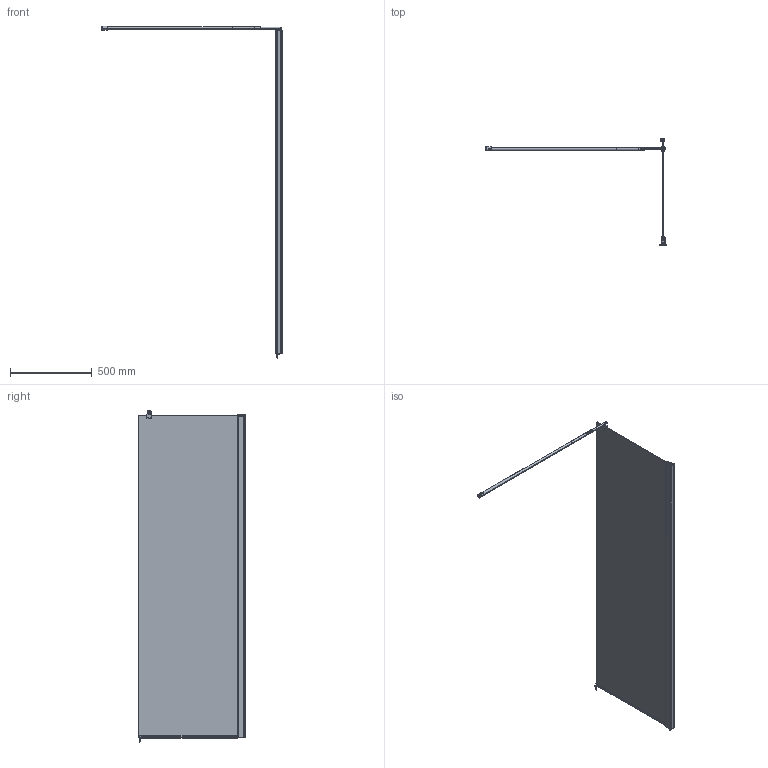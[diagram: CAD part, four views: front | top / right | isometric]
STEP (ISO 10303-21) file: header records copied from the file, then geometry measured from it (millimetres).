
FILE_DESCRIPTION((''),'2;1');
FILE_NAME('AE5A07001401_ASM','2021-08-18T10:05:02',('Administrator'),(''),'CREO PARAMETRIC BY PTC INC, 2020281','CREO PARAMETRIC BY PTC INC, 2020281','');
FILE_SCHEMA(('CONFIG_CONTROL_DESIGN'));
Length unit declared in the file: millimetre
Products named in the file (22): 3200711980D1; 3203251976D1; 0401113; AE5A0700140101_ASM; 2906014144; 0200160600_AF0; 1441001-1; 1441001-2; 1441001-3; 1441001-4; 1440001-5; 1441001-6; 1801023; 1441001-8; 1441001-9; 1441002_ASM; 0312-45-1_031; 0312-D-1-45_031; ST4X30-45_031; 2202094-1; 0312-031_ASM; AE5A07001401_ASM
Assembly tree (26 placements, depth 3):
  AE5A07001401_ASM
    AE5A0700140101_ASM
      3200711980D1
      3203251976D1
      0401113
    2906014144
    0200160600_AF0
    1441002_ASM
      1441001-1
      1441001-2
      1441001-3
      1441001-4
      1440001-5
      1441001-6
      1801023
      1441001-8
      1441001-9  x6
    0312-031_ASM
      0312-45-1_031
      0312-D-1-45_031
      ST4X30-45_031
      2202094-1
Bounding box: 1107.65 x 658 x 2034 mm (x, y, z)
Volume: 8175455.7 mm3; surface area: 3909237.8 mm2
Topology: 23 solids, 23 shells, 721 faces, 1837 edges, 1173 vertices
Faces by surface type: cylinder 334, plane 267, bspline 94, cone 12, torus 8, sphere 6
Entity records: 24630 total; most frequent: CARTESIAN_POINT 12456, ORIENTED_EDGE 2500, DIRECTION 2367, EDGE_CURVE 1250, VERTEX_POINT 808, AXIS2_PLACEMENT_3D 795, VECTOR 777, LINE 777
